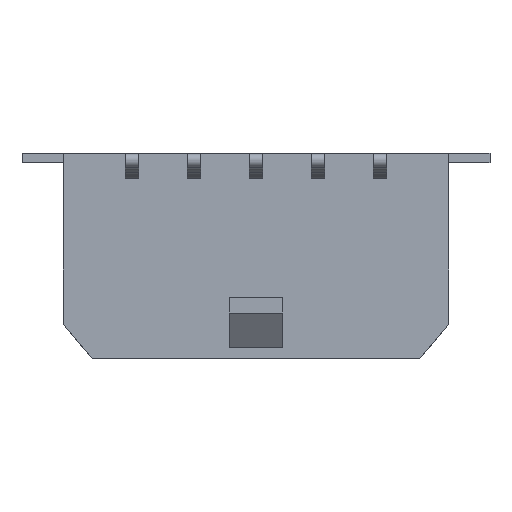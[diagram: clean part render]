
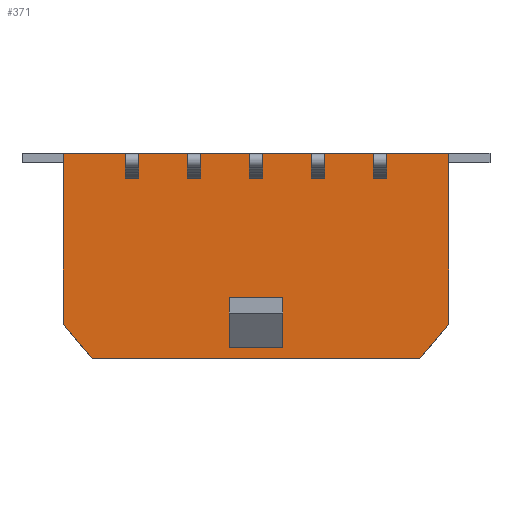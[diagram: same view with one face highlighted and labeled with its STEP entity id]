
A CAD part, top view. The second image highlights one B-rep face of the part: STEP entity #371.
In plain terms, the highlighted planar face has unit normal (0, 0, 1).
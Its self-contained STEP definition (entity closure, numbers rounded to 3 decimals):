
#371=ADVANCED_FACE('',(#738,#739,#740,#741,#742,#743,#744),#576,.T.);
#576=PLANE('',#3737);
#738=FACE_BOUND('',#768,.T.);
#739=FACE_BOUND('',#769,.T.);
#740=FACE_BOUND('',#770,.T.);
#741=FACE_BOUND('',#771,.T.);
#742=FACE_BOUND('',#772,.T.);
#743=FACE_BOUND('',#773,.T.);
#744=FACE_BOUND('',#774,.T.);
#768=EDGE_LOOP('',(#1028,#1029,#1030,#1031,#1032,#1033));
#769=EDGE_LOOP('',(#1034,#1035,#1036,#1037));
#770=EDGE_LOOP('',(#1038,#1039,#1040,#1041));
#771=EDGE_LOOP('',(#1042,#1043,#1044,#1045));
#772=EDGE_LOOP('',(#1046,#1047,#1048,#1049));
#773=EDGE_LOOP('',(#1050,#1051,#1052,#1053));
#774=EDGE_LOOP('',(#1054,#1055,#1056,#1057));
#1028=ORIENTED_EDGE('',*,*,#2400,.F.);
#1029=ORIENTED_EDGE('',*,*,#2401,.F.);
#1030=ORIENTED_EDGE('',*,*,#2402,.T.);
#1031=ORIENTED_EDGE('',*,*,#2403,.T.);
#1032=ORIENTED_EDGE('',*,*,#2404,.F.);
#1033=ORIENTED_EDGE('',*,*,#2405,.F.);
#1034=ORIENTED_EDGE('',*,*,#2406,.T.);
#1035=ORIENTED_EDGE('',*,*,#2407,.T.);
#1036=ORIENTED_EDGE('',*,*,#2408,.F.);
#1037=ORIENTED_EDGE('',*,*,#2409,.F.);
#1038=ORIENTED_EDGE('',*,*,#2410,.T.);
#1039=ORIENTED_EDGE('',*,*,#2411,.T.);
#1040=ORIENTED_EDGE('',*,*,#2412,.T.);
#1041=ORIENTED_EDGE('',*,*,#2413,.F.);
#1042=ORIENTED_EDGE('',*,*,#2414,.T.);
#1043=ORIENTED_EDGE('',*,*,#2415,.T.);
#1044=ORIENTED_EDGE('',*,*,#2416,.T.);
#1045=ORIENTED_EDGE('',*,*,#2417,.F.);
#1046=ORIENTED_EDGE('',*,*,#2418,.T.);
#1047=ORIENTED_EDGE('',*,*,#2419,.T.);
#1048=ORIENTED_EDGE('',*,*,#2420,.T.);
#1049=ORIENTED_EDGE('',*,*,#2421,.F.);
#1050=ORIENTED_EDGE('',*,*,#2422,.T.);
#1051=ORIENTED_EDGE('',*,*,#2423,.T.);
#1052=ORIENTED_EDGE('',*,*,#2424,.T.);
#1053=ORIENTED_EDGE('',*,*,#2425,.F.);
#1054=ORIENTED_EDGE('',*,*,#2426,.T.);
#1055=ORIENTED_EDGE('',*,*,#2427,.T.);
#1056=ORIENTED_EDGE('',*,*,#2428,.T.);
#1057=ORIENTED_EDGE('',*,*,#2429,.F.);
#2062=VERTEX_POINT('',#5137);
#2063=VERTEX_POINT('',#5138);
#2064=VERTEX_POINT('',#5140);
#2065=VERTEX_POINT('',#5142);
#2066=VERTEX_POINT('',#5144);
#2067=VERTEX_POINT('',#5146);
#2068=VERTEX_POINT('',#5149);
#2069=VERTEX_POINT('',#5150);
#2070=VERTEX_POINT('',#5152);
#2071=VERTEX_POINT('',#5154);
#2072=VERTEX_POINT('',#5157);
#2073=VERTEX_POINT('',#5158);
#2074=VERTEX_POINT('',#5160);
#2075=VERTEX_POINT('',#5162);
#2076=VERTEX_POINT('',#5165);
#2077=VERTEX_POINT('',#5166);
#2078=VERTEX_POINT('',#5168);
#2079=VERTEX_POINT('',#5170);
#2080=VERTEX_POINT('',#5173);
#2081=VERTEX_POINT('',#5174);
#2082=VERTEX_POINT('',#5176);
#2083=VERTEX_POINT('',#5178);
#2084=VERTEX_POINT('',#5181);
#2085=VERTEX_POINT('',#5182);
#2086=VERTEX_POINT('',#5184);
#2087=VERTEX_POINT('',#5186);
#2088=VERTEX_POINT('',#5189);
#2089=VERTEX_POINT('',#5190);
#2090=VERTEX_POINT('',#5192);
#2091=VERTEX_POINT('',#5194);
#2400=EDGE_CURVE('',#2062,#2063,#2919,.T.);
#2401=EDGE_CURVE('',#2064,#2062,#2920,.T.);
#2402=EDGE_CURVE('',#2064,#2065,#2921,.T.);
#2403=EDGE_CURVE('',#2065,#2066,#2922,.T.);
#2404=EDGE_CURVE('',#2067,#2066,#2923,.T.);
#2405=EDGE_CURVE('',#2063,#2067,#2924,.T.);
#2406=EDGE_CURVE('',#2068,#2069,#2925,.T.);
#2407=EDGE_CURVE('',#2069,#2070,#2926,.T.);
#2408=EDGE_CURVE('',#2071,#2070,#2927,.T.);
#2409=EDGE_CURVE('',#2068,#2071,#2928,.T.);
#2410=EDGE_CURVE('',#2072,#2073,#2929,.T.);
#2411=EDGE_CURVE('',#2073,#2074,#2930,.T.);
#2412=EDGE_CURVE('',#2074,#2075,#2931,.T.);
#2413=EDGE_CURVE('',#2072,#2075,#2932,.T.);
#2414=EDGE_CURVE('',#2076,#2077,#2933,.T.);
#2415=EDGE_CURVE('',#2077,#2078,#2934,.T.);
#2416=EDGE_CURVE('',#2078,#2079,#2935,.T.);
#2417=EDGE_CURVE('',#2076,#2079,#2936,.T.);
#2418=EDGE_CURVE('',#2080,#2081,#2937,.T.);
#2419=EDGE_CURVE('',#2081,#2082,#2938,.T.);
#2420=EDGE_CURVE('',#2082,#2083,#2939,.T.);
#2421=EDGE_CURVE('',#2080,#2083,#2940,.T.);
#2422=EDGE_CURVE('',#2084,#2085,#2941,.T.);
#2423=EDGE_CURVE('',#2085,#2086,#2942,.T.);
#2424=EDGE_CURVE('',#2086,#2087,#2943,.T.);
#2425=EDGE_CURVE('',#2084,#2087,#2944,.T.);
#2426=EDGE_CURVE('',#2088,#2089,#2945,.T.);
#2427=EDGE_CURVE('',#2089,#2090,#2946,.T.);
#2428=EDGE_CURVE('',#2090,#2091,#2947,.T.);
#2429=EDGE_CURVE('',#2088,#2091,#2948,.T.);
#2919=LINE('',#5136,#3346);
#2920=LINE('',#5139,#3347);
#2921=LINE('',#5141,#3348);
#2922=LINE('',#5143,#3349);
#2923=LINE('',#5145,#3350);
#2924=LINE('',#5147,#3351);
#2925=LINE('',#5148,#3352);
#2926=LINE('',#5151,#3353);
#2927=LINE('',#5153,#3354);
#2928=LINE('',#5155,#3355);
#2929=LINE('',#5156,#3356);
#2930=LINE('',#5159,#3357);
#2931=LINE('',#5161,#3358);
#2932=LINE('',#5163,#3359);
#2933=LINE('',#5164,#3360);
#2934=LINE('',#5167,#3361);
#2935=LINE('',#5169,#3362);
#2936=LINE('',#5171,#3363);
#2937=LINE('',#5172,#3364);
#2938=LINE('',#5175,#3365);
#2939=LINE('',#5177,#3366);
#2940=LINE('',#5179,#3367);
#2941=LINE('',#5180,#3368);
#2942=LINE('',#5183,#3369);
#2943=LINE('',#5185,#3370);
#2944=LINE('',#5187,#3371);
#2945=LINE('',#5188,#3372);
#2946=LINE('',#5191,#3373);
#2947=LINE('',#5193,#3374);
#2948=LINE('',#5195,#3375);
#3346=VECTOR('',#4079,1.);
#3347=VECTOR('',#4080,1.);
#3348=VECTOR('',#4081,1.);
#3349=VECTOR('',#4082,1.);
#3350=VECTOR('',#4083,1.);
#3351=VECTOR('',#4084,1.);
#3352=VECTOR('',#4085,1.);
#3353=VECTOR('',#4086,1.);
#3354=VECTOR('',#4087,1.);
#3355=VECTOR('',#4088,1.);
#3356=VECTOR('',#4089,1.);
#3357=VECTOR('',#4090,1.);
#3358=VECTOR('',#4091,1.);
#3359=VECTOR('',#4092,1.);
#3360=VECTOR('',#4093,1.);
#3361=VECTOR('',#4094,1.);
#3362=VECTOR('',#4095,1.);
#3363=VECTOR('',#4096,1.);
#3364=VECTOR('',#4097,1.);
#3365=VECTOR('',#4098,1.);
#3366=VECTOR('',#4099,1.);
#3367=VECTOR('',#4100,1.);
#3368=VECTOR('',#4101,1.);
#3369=VECTOR('',#4102,1.);
#3370=VECTOR('',#4103,1.);
#3371=VECTOR('',#4104,1.);
#3372=VECTOR('',#4105,1.);
#3373=VECTOR('',#4106,1.);
#3374=VECTOR('',#4107,1.);
#3375=VECTOR('',#4108,1.);
#3737=AXIS2_PLACEMENT_3D('',#5196,#4109,#4110);
#4079=DIRECTION('',(-0.643,-0.766,0.));
#4080=DIRECTION('',(0.,-1.,0.));
#4081=DIRECTION('',(-1.,0.,0.));
#4082=DIRECTION('',(0.,-1.,0.));
#4083=DIRECTION('',(-0.643,0.766,0.));
#4084=DIRECTION('',(-1.,0.,0.));
#4085=DIRECTION('',(-1.,0.,0.));
#4086=DIRECTION('',(0.,1.,0.));
#4087=DIRECTION('',(-1.,0.,0.));
#4088=DIRECTION('',(0.,1.,0.));
#4089=DIRECTION('',(1.,0.,0.));
#4090=DIRECTION('',(0.,-1.,0.));
#4091=DIRECTION('',(-1.,0.,0.));
#4092=DIRECTION('',(0.,-1.,0.));
#4093=DIRECTION('',(1.,0.,0.));
#4094=DIRECTION('',(0.,-1.,0.));
#4095=DIRECTION('',(-1.,0.,0.));
#4096=DIRECTION('',(0.,-1.,0.));
#4097=DIRECTION('',(1.,0.,0.));
#4098=DIRECTION('',(0.,-1.,0.));
#4099=DIRECTION('',(-1.,0.,0.));
#4100=DIRECTION('',(0.,-1.,0.));
#4101=DIRECTION('',(1.,0.,0.));
#4102=DIRECTION('',(0.,-1.,0.));
#4103=DIRECTION('',(-1.,0.,0.));
#4104=DIRECTION('',(0.,-1.,0.));
#4105=DIRECTION('',(1.,0.,0.));
#4106=DIRECTION('',(0.,-1.,0.));
#4107=DIRECTION('',(-1.,0.,0.));
#4108=DIRECTION('',(0.,-1.,0.));
#4109=DIRECTION('',(0.,0.,1.));
#4110=DIRECTION('',(1.,0.,0.));
#5136=CARTESIAN_POINT('',(9.32,1.668,3.86));
#5137=CARTESIAN_POINT('',(9.32,1.668,3.86));
#5138=CARTESIAN_POINT('',(7.92,0.,3.86));
#5139=CARTESIAN_POINT('',(9.32,9.9,3.86));
#5140=CARTESIAN_POINT('',(9.32,9.9,3.86));
#5141=CARTESIAN_POINT('',(9.32,9.9,3.86));
#5142=CARTESIAN_POINT('',(-9.32,9.9,3.86));
#5143=CARTESIAN_POINT('',(-9.32,9.9,3.86));
#5144=CARTESIAN_POINT('',(-9.32,1.668,3.86));
#5145=CARTESIAN_POINT('',(-7.92,0.,3.86));
#5146=CARTESIAN_POINT('',(-7.92,0.,3.86));
#5147=CARTESIAN_POINT('',(9.32,0.,3.86));
#5148=CARTESIAN_POINT('',(1.3,0.54,3.86));
#5149=CARTESIAN_POINT('',(1.3,0.54,3.86));
#5150=CARTESIAN_POINT('',(-1.3,0.54,3.86));
#5151=CARTESIAN_POINT('',(-1.3,0.54,3.86));
#5152=CARTESIAN_POINT('',(-1.3,2.95,3.86));
#5153=CARTESIAN_POINT('',(1.3,2.95,3.86));
#5154=CARTESIAN_POINT('',(1.3,2.95,3.86));
#5155=CARTESIAN_POINT('',(1.3,0.54,3.86));
#5156=CARTESIAN_POINT('',(6.32,9.537,3.86));
#5157=CARTESIAN_POINT('',(5.68,9.537,3.86));
#5158=CARTESIAN_POINT('',(6.32,9.537,3.86));
#5159=CARTESIAN_POINT('',(6.32,9.9,3.86));
#5160=CARTESIAN_POINT('',(6.32,8.723,3.86));
#5161=CARTESIAN_POINT('',(6.32,8.723,3.86));
#5162=CARTESIAN_POINT('',(5.68,8.723,3.86));
#5163=CARTESIAN_POINT('',(5.68,9.9,3.86));
#5164=CARTESIAN_POINT('',(3.32,9.537,3.86));
#5165=CARTESIAN_POINT('',(2.68,9.537,3.86));
#5166=CARTESIAN_POINT('',(3.32,9.537,3.86));
#5167=CARTESIAN_POINT('',(3.32,9.9,3.86));
#5168=CARTESIAN_POINT('',(3.32,8.723,3.86));
#5169=CARTESIAN_POINT('',(3.32,8.723,3.86));
#5170=CARTESIAN_POINT('',(2.68,8.723,3.86));
#5171=CARTESIAN_POINT('',(2.68,9.9,3.86));
#5172=CARTESIAN_POINT('',(0.32,9.537,3.86));
#5173=CARTESIAN_POINT('',(-0.32,9.537,3.86));
#5174=CARTESIAN_POINT('',(0.32,9.537,3.86));
#5175=CARTESIAN_POINT('',(0.32,9.9,3.86));
#5176=CARTESIAN_POINT('',(0.32,8.723,3.86));
#5177=CARTESIAN_POINT('',(0.32,8.723,3.86));
#5178=CARTESIAN_POINT('',(-0.32,8.723,3.86));
#5179=CARTESIAN_POINT('',(-0.32,9.9,3.86));
#5180=CARTESIAN_POINT('',(-2.68,9.537,3.86));
#5181=CARTESIAN_POINT('',(-3.32,9.537,3.86));
#5182=CARTESIAN_POINT('',(-2.68,9.537,3.86));
#5183=CARTESIAN_POINT('',(-2.68,9.9,3.86));
#5184=CARTESIAN_POINT('',(-2.68,8.723,3.86));
#5185=CARTESIAN_POINT('',(-2.68,8.723,3.86));
#5186=CARTESIAN_POINT('',(-3.32,8.723,3.86));
#5187=CARTESIAN_POINT('',(-3.32,9.9,3.86));
#5188=CARTESIAN_POINT('',(-5.68,9.537,3.86));
#5189=CARTESIAN_POINT('',(-6.32,9.537,3.86));
#5190=CARTESIAN_POINT('',(-5.68,9.537,3.86));
#5191=CARTESIAN_POINT('',(-5.68,9.9,3.86));
#5192=CARTESIAN_POINT('',(-5.68,8.723,3.86));
#5193=CARTESIAN_POINT('',(-5.68,8.723,3.86));
#5194=CARTESIAN_POINT('',(-6.32,8.723,3.86));
#5195=CARTESIAN_POINT('',(-6.32,9.9,3.86));
#5196=CARTESIAN_POINT('',(9.32,9.9,3.86));
